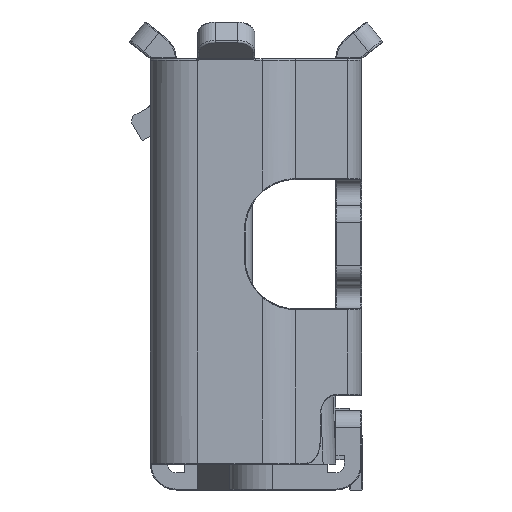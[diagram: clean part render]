
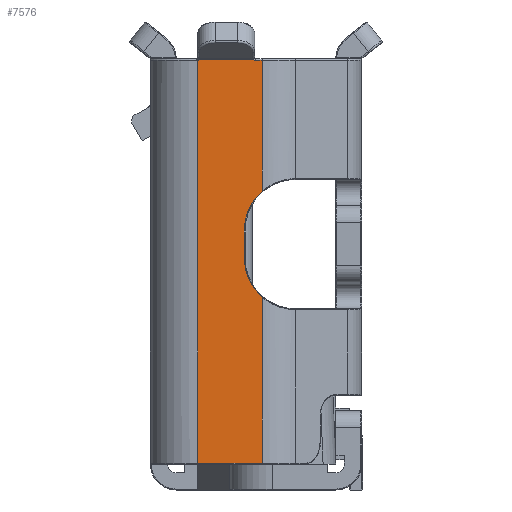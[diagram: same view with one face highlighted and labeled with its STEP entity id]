
A CAD part, left-side view. The second image highlights one B-rep face of the part: STEP entity #7576.
In plain terms, the highlighted planar face has unit normal (-1, 0, 0).
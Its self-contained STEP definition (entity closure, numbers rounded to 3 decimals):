
#5356 = VERTEX_POINT ( 'NONE', #12697 ) ;
#5371 = VERTEX_POINT ( 'NONE', #12722 ) ;
#5377 = VERTEX_POINT ( 'NONE', #12734 ) ;
#5440 = VERTEX_POINT ( 'NONE', #12839 ) ;
#5526 = VERTEX_POINT ( 'NONE', #12987 ) ;
#5620 = VERTEX_POINT ( 'NONE', #13148 ) ;
#5681 = VERTEX_POINT ( 'NONE', #13250 ) ;
#7576 = ADVANCED_FACE ( 'NONE', ( #14921 ), #14923, .T. ) ;
#8688 = VERTEX_POINT ( 'NONE', #22110 ) ;
#8748 = VERTEX_POINT ( 'NONE', #22307 ) ;
#8851 = VERTEX_POINT ( 'NONE', #22691 ) ;
#8919 = VERTEX_POINT ( 'NONE', #22799 ) ;
#10040 = ORIENTED_EDGE ( 'NONE', *, *, #10297, .T. ) ;
#10041 = ORIENTED_EDGE ( 'NONE', *, *, #10612, .T. ) ;
#10042 = ORIENTED_EDGE ( 'NONE', *, *, #10613, .T. ) ;
#10043 = ORIENTED_EDGE ( 'NONE', *, *, #10614, .T. ) ;
#10044 = ORIENTED_EDGE ( 'NONE', *, *, #10615, .T. ) ;
#10045 = ORIENTED_EDGE ( 'NONE', *, *, #10488, .F. ) ;
#10046 = ORIENTED_EDGE ( 'NONE', *, *, #10616, .T. ) ;
#10047 = ORIENTED_EDGE ( 'NONE', *, *, #10610, .T. ) ;
#10048 = ORIENTED_EDGE ( 'NONE', *, *, #10617, .T. ) ;
#10049 = ORIENTED_EDGE ( 'NONE', *, *, #10618, .T. ) ;
#10050 = ORIENTED_EDGE ( 'NONE', *, *, #10619, .T. ) ;
#10297 = EDGE_CURVE ( 'NONE', #5620, #8919, #23735, .T. ) ;
#10488 = EDGE_CURVE ( 'NONE', #5440, #5526, #24373, .T. ) ;
#10610 = EDGE_CURVE ( 'NONE', #5681, #8748, #24783, .T. ) ;
#10612 = EDGE_CURVE ( 'NONE', #8919, #5371, #24759, .T. ) ;
#10613 = EDGE_CURVE ( 'NONE', #5371, #8688, #24979, .T. ) ;
#10614 = EDGE_CURVE ( 'NONE', #8688, #5377, #24786, .T. ) ;
#10615 = EDGE_CURVE ( 'NONE', #5377, #5526, #24982, .T. ) ;
#10616 = EDGE_CURVE ( 'NONE', #5440, #5681, #24792, .T. ) ;
#10617 = EDGE_CURVE ( 'NONE', #8748, #5356, #24985, .T. ) ;
#10618 = EDGE_CURVE ( 'NONE', #5356, #8851, #24798, .T. ) ;
#10619 = EDGE_CURVE ( 'NONE', #8851, #5620, #24988, .T. ) ;
#12697 = CARTESIAN_POINT ( 'NONE',  ( -3.75, 0.135, -2.315 ) ) ;
#12722 = CARTESIAN_POINT ( 'NONE',  ( -3.75, 0.005, -0.02 ) ) ;
#12734 = CARTESIAN_POINT ( 'NONE',  ( -3.75, 0.659, -0.005 ) ) ;
#12839 = CARTESIAN_POINT ( 'NONE',  ( -3.75, 0.675, -4.69 ) ) ;
#12987 = CARTESIAN_POINT ( 'NONE',  ( -3.75, 0.675, -0.018 ) ) ;
#13148 = CARTESIAN_POINT ( 'NONE',  ( -3.75, -0.071, -1.535 ) ) ;
#13250 = CARTESIAN_POINT ( 'NONE',  ( -3.75, -0.071, -4.69 ) ) ;
#14905 = CARTESIAN_POINT ( 'NONE',  ( -3.75, -0.071, -4.7 ) ) ;
#14921 = FACE_OUTER_BOUND ( 'NONE', #31222, .T. ) ;
#14923 = PLANE ( 'NONE',  #26546 ) ;
#14928 = DIRECTION ( 'NONE',  ( -1., 0., 0. ) ) ;
#14930 = DIRECTION ( 'NONE',  ( 0., 0., 1. ) ) ;
#22110 = CARTESIAN_POINT ( 'NONE',  ( -3.75, 0.031, -0.005 ) ) ;
#22307 = CARTESIAN_POINT ( 'NONE',  ( -3.75, -0.071, -2.765 ) ) ;
#22691 = CARTESIAN_POINT ( 'NONE',  ( -3.75, 0.135, -1.985 ) ) ;
#22799 = CARTESIAN_POINT ( 'NONE',  ( -3.75, -0.071, -0.02 ) ) ;
#23735 = LINE ( 'NONE', #23736, #32012 ) ;
#23736 = CARTESIAN_POINT ( 'NONE',  ( -3.75, -0.071, -4.7 ) ) ;
#23746 = DIRECTION ( 'NONE',  ( 0., 0., 1. ) ) ;
#24373 = LINE ( 'NONE', #24375, #32202 ) ;
#24375 = CARTESIAN_POINT ( 'NONE',  ( -3.75, 0.675, -4.7 ) ) ;
#24376 = DIRECTION ( 'NONE',  ( 0., 0., 1. ) ) ;
#24759 = LINE ( 'NONE', #24778, #24977 ) ;
#24778 = CARTESIAN_POINT ( 'NONE',  ( -3.75, -0.071, -0.02 ) ) ;
#24783 = LINE ( 'NONE', #24784, #24976 ) ;
#24784 = CARTESIAN_POINT ( 'NONE',  ( -3.75, -0.071, -4.7 ) ) ;
#24785 = DIRECTION ( 'NONE',  ( 0., 0., 1. ) ) ;
#24786 = LINE ( 'NONE', #24787, #24980 ) ;
#24787 = CARTESIAN_POINT ( 'NONE',  ( -3.75, 0.665, -0.005 ) ) ;
#24791 = DIRECTION ( 'NONE',  ( 0., 1., 0. ) ) ;
#24792 = LINE ( 'NONE', #24793, #24983 ) ;
#24793 = CARTESIAN_POINT ( 'NONE',  ( -3.75, -0.071, -4.69 ) ) ;
#24794 = CARTESIAN_POINT ( 'NONE',  ( -3.75, 0.005, 0.01 ) ) ;
#24795 = DIRECTION ( 'NONE',  ( 1., 0., 0. ) ) ;
#24796 = DIRECTION ( 'NONE',  ( 0., 0., 1. ) ) ;
#24797 = DIRECTION ( 'NONE',  ( 0., 1., 0. ) ) ;
#24798 = LINE ( 'NONE', #24799, #24986 ) ;
#24799 = CARTESIAN_POINT ( 'NONE',  ( -3.75, 0.135, -1.985 ) ) ;
#24800 = CARTESIAN_POINT ( 'NONE',  ( -3.75, 0.685, 0.01 ) ) ;
#24801 = DIRECTION ( 'NONE',  ( 1., 0., 0. ) ) ;
#24802 = DIRECTION ( 'NONE',  ( 0., 0., 1. ) ) ;
#24803 = DIRECTION ( 'NONE',  ( 0., -1., 0. ) ) ;
#24806 = CARTESIAN_POINT ( 'NONE',  ( -3.75, -0.46, -2.315 ) ) ;
#24807 = DIRECTION ( 'NONE',  ( 1., 0., 0. ) ) ;
#24808 = DIRECTION ( 'NONE',  ( 0., 0., 1. ) ) ;
#24809 = DIRECTION ( 'NONE',  ( 0., 0., 1. ) ) ;
#24812 = CARTESIAN_POINT ( 'NONE',  ( -3.75, -0.46, -1.985 ) ) ;
#24813 = DIRECTION ( 'NONE',  ( 1., 0., 0. ) ) ;
#24814 = DIRECTION ( 'NONE',  ( 0., 0., 1. ) ) ;
#24976 = VECTOR ( 'NONE', #24785, 1000. ) ;
#24977 = VECTOR ( 'NONE', #24791, 1000. ) ;
#24979 = CIRCLE ( 'NONE', #24981, 0.03 ) ;
#24980 = VECTOR ( 'NONE', #24797, 1000. ) ;
#24981 = AXIS2_PLACEMENT_3D ( 'NONE', #24794, #24795, #24796 ) ;
#24982 = CIRCLE ( 'NONE', #24984, 0.03 ) ;
#24983 = VECTOR ( 'NONE', #24803, 1000. ) ;
#24984 = AXIS2_PLACEMENT_3D ( 'NONE', #24800, #24801, #24802 ) ;
#24985 = CIRCLE ( 'NONE', #24987, 0.595 ) ;
#24986 = VECTOR ( 'NONE', #24809, 1000. ) ;
#24987 = AXIS2_PLACEMENT_3D ( 'NONE', #24806, #24807, #24808 ) ;
#24988 = CIRCLE ( 'NONE', #24990, 0.595 ) ;
#24990 = AXIS2_PLACEMENT_3D ( 'NONE', #24812, #24813, #24814 ) ;
#26546 = AXIS2_PLACEMENT_3D ( 'NONE', #14905, #14928, #14930 ) ;
#31222 = EDGE_LOOP ( 'NONE', ( #10040, #10041, #10042, #10043, #10044, #10045, #10046, #10047, #10048, #10049, #10050 ) ) ;
#32012 = VECTOR ( 'NONE', #23746, 1000. ) ;
#32202 = VECTOR ( 'NONE', #24376, 1000. ) ;
